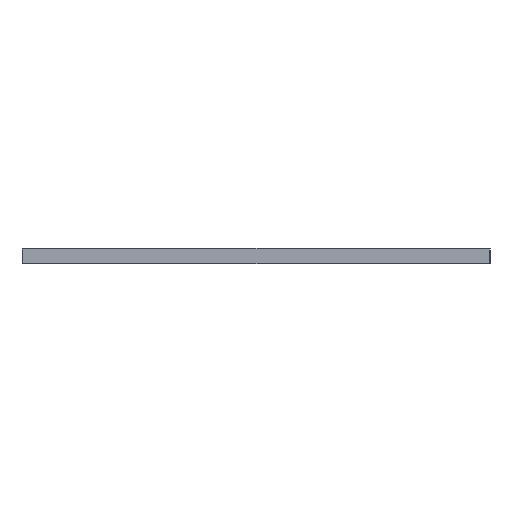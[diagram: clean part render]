
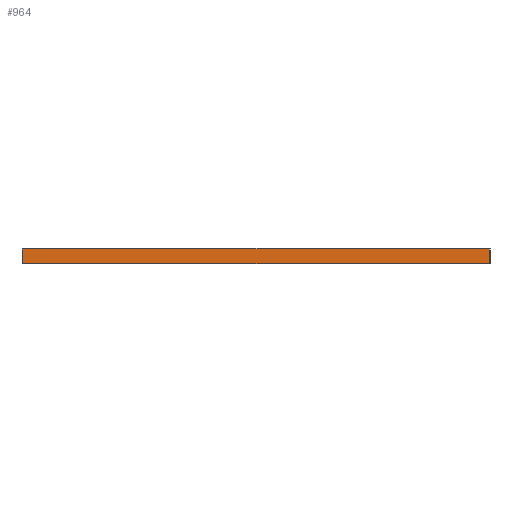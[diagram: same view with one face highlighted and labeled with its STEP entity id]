
A CAD part, left-side view. The second image highlights one B-rep face of the part: STEP entity #964.
In plain terms, the highlighted planar face has unit normal (-1, 0, 0).
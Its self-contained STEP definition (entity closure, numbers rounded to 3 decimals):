
#300=B_SPLINE_CURVE_WITH_KNOTS('',3,(#18295,#18296,#18297,#18298,#18299,
#18300,#18301,#18302,#18303,#18304,#18305,#18306,#18307,#18308,#18309,#18310,
#18311,#18312,#18313,#18314,#18315,#18316),.UNSPECIFIED.,.F.,.F.,(4,3,3,
3,3,3,3,4),(0.,0.01,0.017,0.031,
0.059,0.115,0.339,1.),
 .UNSPECIFIED.);
#301=B_SPLINE_CURVE_WITH_KNOTS('',3,(#18318,#18319,#18320,#18321,#18322,
#18323,#18324,#18325,#18326,#18327,#18328,#18329,#18330,#18331,#18332,#18333,
#18334,#18335,#18336,#18337,#18338,#18339,#18340,#18341,#18342,#18343,#18344,
#18345,#18346,#18347,#18348,#18349,#18350,#18351),.UNSPECIFIED.,.F.,.F.,
(4,3,3,3,3,3,3,3,3,3,3,4),(0.,0.007,0.033,0.14,
0.569,0.661,0.885,0.941,
0.969,0.983,0.99,1.),.UNSPECIFIED.);
#680=FACE_OUTER_BOUND('',#1449,.T.);
#964=ADVANCED_FACE('',(#680),#1179,.T.);
#1179=PLANE('',#5698);
#1449=EDGE_LOOP('',(#2779,#2780,#2781,#2782,#2783));
#2779=ORIENTED_EDGE('',*,*,#4426,.T.);
#2780=ORIENTED_EDGE('',*,*,#4427,.T.);
#2781=ORIENTED_EDGE('',*,*,#4428,.T.);
#2782=ORIENTED_EDGE('',*,*,#4429,.T.);
#2783=ORIENTED_EDGE('',*,*,#4430,.F.);
#3765=VERTEX_POINT('',#18293);
#3766=VERTEX_POINT('',#18294);
#3767=VERTEX_POINT('',#18317);
#3768=VERTEX_POINT('',#18352);
#3769=VERTEX_POINT('',#18354);
#4426=EDGE_CURVE('',#3765,#3766,#4995,.T.);
#4427=EDGE_CURVE('',#3766,#3767,#300,.T.);
#4428=EDGE_CURVE('',#3767,#3768,#301,.T.);
#4429=EDGE_CURVE('',#3768,#3769,#4996,.T.);
#4430=EDGE_CURVE('',#3765,#3769,#4997,.T.);
#4995=LINE('',#18292,#5345);
#4996=LINE('',#18353,#5346);
#4997=LINE('',#18355,#5347);
#5345=VECTOR('',#6745,1.);
#5346=VECTOR('',#6746,1.);
#5347=VECTOR('',#6747,1.);
#5698=AXIS2_PLACEMENT_3D('',#18356,#6748,#6749);
#6745=DIRECTION('',(0.,0.,1.));
#6746=DIRECTION('',(0.,0.,-1.));
#6747=DIRECTION('',(0.,1.,0.));
#6748=DIRECTION('',(-1.,0.,0.));
#6749=DIRECTION('',(0.,0.,1.));
#18292=CARTESIAN_POINT('',(-200.,-448.5,29.));
#18293=CARTESIAN_POINT('',(-200.,-448.5,0.));
#18294=CARTESIAN_POINT('',(-200.,-448.5,28.48));
#18295=CARTESIAN_POINT('',(-200.,-448.5,28.48));
#18296=CARTESIAN_POINT('',(-200.,-447.056,28.467));
#18297=CARTESIAN_POINT('',(-200.,-445.612,28.47));
#18298=CARTESIAN_POINT('',(-200.,-444.168,28.47));
#18299=CARTESIAN_POINT('',(-200.,-443.12,28.47));
#18300=CARTESIAN_POINT('',(-200.,-442.071,28.47));
#18301=CARTESIAN_POINT('',(-200.,-441.022,28.47));
#18302=CARTESIAN_POINT('',(-200.,-438.925,28.47));
#18303=CARTESIAN_POINT('',(-200.,-436.828,28.47));
#18304=CARTESIAN_POINT('',(-200.,-434.731,28.47));
#18305=CARTESIAN_POINT('',(-200.,-430.536,28.47));
#18306=CARTESIAN_POINT('',(-200.,-426.342,28.47));
#18307=CARTESIAN_POINT('',(-200.,-422.148,28.47));
#18308=CARTESIAN_POINT('',(-200.,-413.759,28.469));
#18309=CARTESIAN_POINT('',(-200.,-405.37,28.469));
#18310=CARTESIAN_POINT('',(-200.,-396.981,28.469));
#18311=CARTESIAN_POINT('',(-200.,-363.426,28.469));
#18312=CARTESIAN_POINT('',(-200.,-329.87,28.469));
#18313=CARTESIAN_POINT('',(-200.,-296.315,28.469));
#18314=CARTESIAN_POINT('',(-200.,-197.543,28.469));
#18315=CARTESIAN_POINT('',(-200.,-98.772,28.469));
#18316=CARTESIAN_POINT('',(-200.,0.,28.47));
#18317=CARTESIAN_POINT('',(-200.,0.,28.47));
#18318=CARTESIAN_POINT('',(-200.,0.,28.47));
#18319=CARTESIAN_POINT('',(-200.,1.,28.47));
#18320=CARTESIAN_POINT('',(-200.,2.,28.47));
#18321=CARTESIAN_POINT('',(-200.,3.,28.47));
#18322=CARTESIAN_POINT('',(-200.,7.,28.47));
#18323=CARTESIAN_POINT('',(-200.,11.,28.47));
#18324=CARTESIAN_POINT('',(-200.,15.,28.47));
#18325=CARTESIAN_POINT('',(-200.,31.,28.47));
#18326=CARTESIAN_POINT('',(-200.,47.,28.47));
#18327=CARTESIAN_POINT('',(-200.,63.,28.47));
#18328=CARTESIAN_POINT('',(-200.,127.,28.469));
#18329=CARTESIAN_POINT('',(-200.,191.,28.469));
#18330=CARTESIAN_POINT('',(-200.,255.,28.469));
#18331=CARTESIAN_POINT('',(-200.,268.772,28.469));
#18332=CARTESIAN_POINT('',(-200.,282.543,28.469));
#18333=CARTESIAN_POINT('',(-200.,296.315,28.469));
#18334=CARTESIAN_POINT('',(-200.,329.87,28.469));
#18335=CARTESIAN_POINT('',(-200.,363.426,28.469));
#18336=CARTESIAN_POINT('',(-200.,396.981,28.469));
#18337=CARTESIAN_POINT('',(-200.,405.37,28.469));
#18338=CARTESIAN_POINT('',(-200.,413.759,28.469));
#18339=CARTESIAN_POINT('',(-200.,422.148,28.47));
#18340=CARTESIAN_POINT('',(-200.,426.342,28.47));
#18341=CARTESIAN_POINT('',(-200.,430.536,28.47));
#18342=CARTESIAN_POINT('',(-200.,434.731,28.47));
#18343=CARTESIAN_POINT('',(-200.,436.828,28.47));
#18344=CARTESIAN_POINT('',(-200.,438.925,28.47));
#18345=CARTESIAN_POINT('',(-200.,441.022,28.47));
#18346=CARTESIAN_POINT('',(-200.,442.071,28.47));
#18347=CARTESIAN_POINT('',(-200.,443.12,28.47));
#18348=CARTESIAN_POINT('',(-200.,444.168,28.47));
#18349=CARTESIAN_POINT('',(-200.,445.612,28.47));
#18350=CARTESIAN_POINT('',(-200.,447.056,28.467));
#18351=CARTESIAN_POINT('',(-200.,448.5,28.48));
#18352=CARTESIAN_POINT('',(-200.,448.5,28.48));
#18353=CARTESIAN_POINT('',(-200.,448.5,29.));
#18354=CARTESIAN_POINT('',(-200.,448.5,0.));
#18355=CARTESIAN_POINT('',(-200.,-450.,0.));
#18356=CARTESIAN_POINT('',(-200.,-450.,29.));
